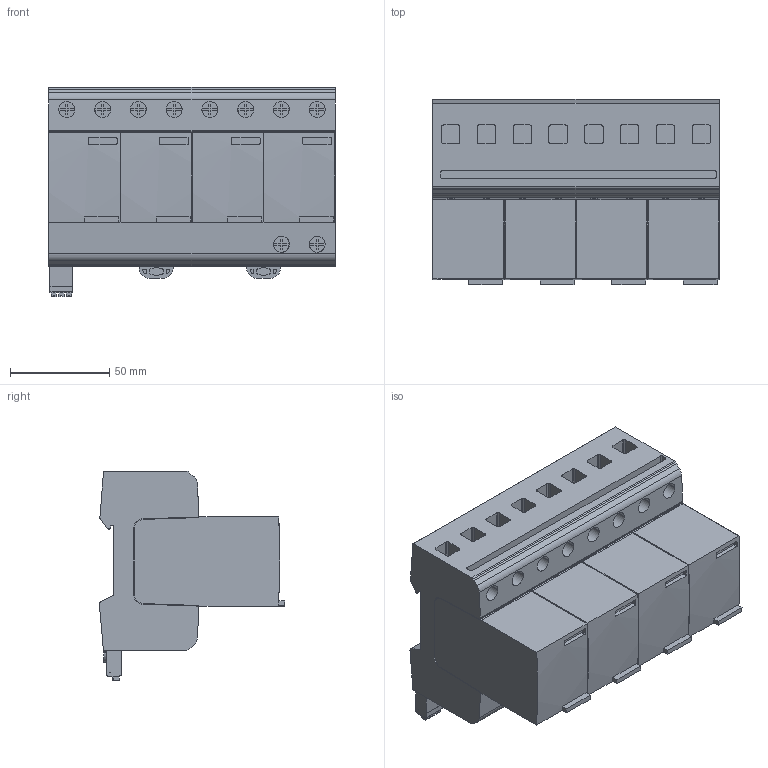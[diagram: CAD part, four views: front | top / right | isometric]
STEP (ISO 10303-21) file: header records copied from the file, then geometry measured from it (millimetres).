
FILE_DESCRIPTION((''),'2;1');
FILE_NAME('NWEGEN_CUSTOMER_3P1_4P0_T1HS8T','2021-05-28T09:08:58',('sebastjan.kamensek'),('Audax d.o.o.'),'CREO PARAMETRIC BY PTC INC, 2020281','CREO PARAMETRIC BY PTC INC, 2020281','');
FILE_SCHEMA(('AP242_MANAGED_MODEL_BASED_3D_ENGINEERING_MIM_LF { 1 0 10303 442 1 1 4 }'));
Length unit declared in the file: millimetre
Products named in the file (1): NWEGEN_CUSTOMER_3P1_4P0_T1HS8T
Bounding box: 144 x 93.29 x 105.63 mm (x, y, z)
Volume: 843888.8 mm3; surface area: 74892 mm2
Topology: 1 solids, 5 shells, 750 faces, 2097 edges, 1391 vertices
Faces by surface type: plane 484, cylinder 161, extrusion 98, cone 7
Entity records: 26926 total; most frequent: CARTESIAN_POINT 6775, ORIENTED_EDGE 4194, DIRECTION 3590, EDGE_CURVE 2097, VECTOR 1506, LINE 1408, VERTEX_POINT 1391, AXIS2_PLACEMENT_3D 1042
